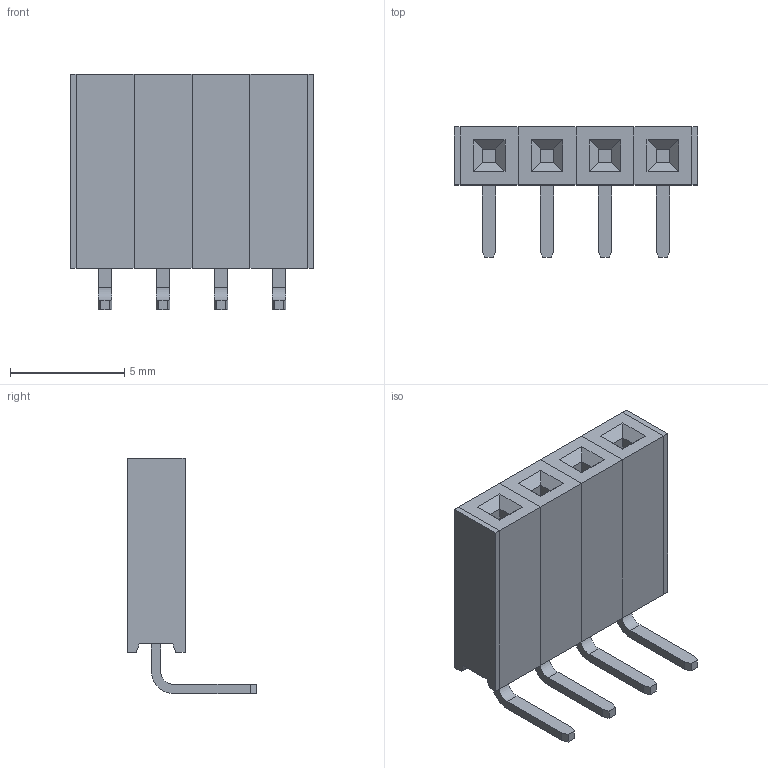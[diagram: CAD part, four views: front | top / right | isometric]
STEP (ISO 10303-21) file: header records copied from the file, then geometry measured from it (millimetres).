
FILE_DESCRIPTION (( 'STEP AP214' ), '1' );
FILE_NAME ('PPTC041LGBN-RC.STEP', '2024-11-26T16:10:42', ( '' ), ( '' ), 'SwSTEP 2.0', 'SolidWorks 2021', '' );
FILE_SCHEMA (( 'AUTOMOTIVE_DESIGN' ));
Length unit declared in the file: millimetre
Products named in the file (3): PPPC021LGBN-RC_C04; PPTC041LGBN-RC; Pin - Tin
Assembly tree (5 placements, depth 2):
  PPTC041LGBN-RC
    PPPC021LGBN-RC_C04
    Pin - Tin  x4
Bounding box: 10.66 x 5.69 x 10.3 mm (x, y, z)
Volume: 226.6 mm3; surface area: 553.7 mm2
Topology: 10 solids, 10 shells, 144 faces, 344 edges, 224 vertices
Faces by surface type: plane 136, cylinder 8
Entity records: 3193 total; most frequent: CARTESIAN_POINT 534, ORIENTED_EDGE 508, DIRECTION 490, EDGE_CURVE 254, VECTOR 250, LINE 250, VERTEX_POINT 164, AXIS2_PLACEMENT_3D 120
